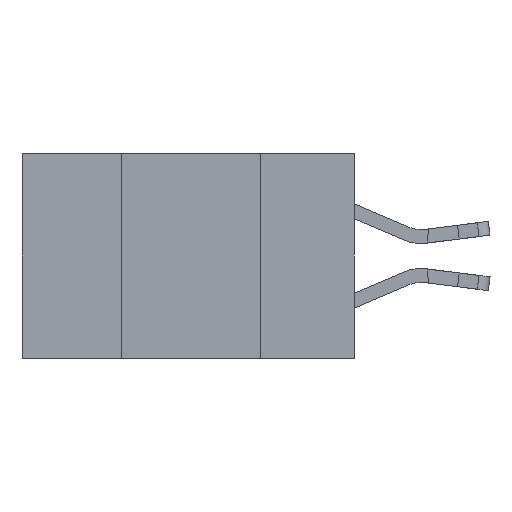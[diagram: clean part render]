
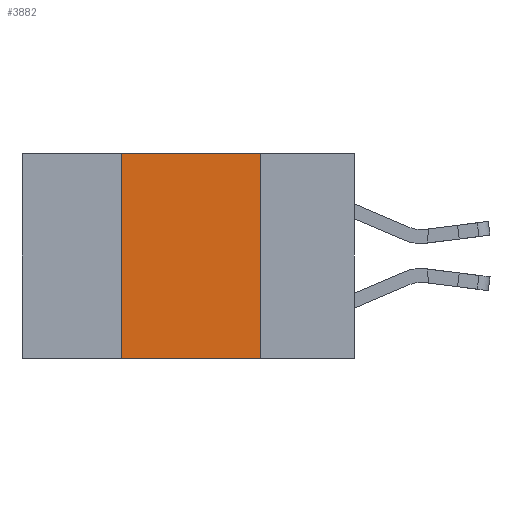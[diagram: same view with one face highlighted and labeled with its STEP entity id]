
A CAD part, left-side view. The second image highlights one B-rep face of the part: STEP entity #3882.
In plain terms, the highlighted planar face has unit normal (-1, 0, 0).
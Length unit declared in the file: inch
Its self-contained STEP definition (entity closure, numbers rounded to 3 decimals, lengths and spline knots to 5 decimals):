
#79 = CARTESIAN_POINT ( 'NONE',  ( 0., 0.17, -0.37 ) ) ;
#468 = LINE ( 'NONE', #12284, #9077 ) ;
#626 = VERTEX_POINT ( 'NONE', #6474 ) ;
#1371 = EDGE_CURVE ( 'NONE', #626, #13734, #468, .T. ) ;
#1806 = ORIENTED_EDGE ( 'NONE', *, *, #9194, .F. ) ;
#2325 = EDGE_LOOP ( 'NONE', ( #1806, #4604, #3440, #9176 ) ) ;
#2843 = VECTOR ( 'NONE', #3523, 39.37008 ) ;
#2879 = DIRECTION ( 'NONE',  ( 0., 0., -1. ) ) ;
#3048 = DIRECTION ( 'NONE',  ( 1., 0., 0. ) ) ;
#3147 = PLANE ( 'NONE',  #8383 ) ;
#3323 = CARTESIAN_POINT ( 'NONE',  ( 0., 0.6, 0. ) ) ;
#3440 = ORIENTED_EDGE ( 'NONE', *, *, #13512, .F. ) ;
#3523 = DIRECTION ( 'NONE',  ( 0., 0., -1. ) ) ;
#3882 = ADVANCED_FACE ( 'NONE', ( #12613 ), #3147, .F. ) ;
#4233 = CARTESIAN_POINT ( 'NONE',  ( 0., 0.42, -0.37 ) ) ;
#4280 = VERTEX_POINT ( 'NONE', #12537 ) ;
#4604 = ORIENTED_EDGE ( 'NONE', *, *, #10647, .F. ) ;
#5729 = CARTESIAN_POINT ( 'NONE',  ( 0., 0.6, 0. ) ) ;
#5812 = LINE ( 'NONE', #6818, #2843 ) ;
#6474 = CARTESIAN_POINT ( 'NONE',  ( 0., 0.42, -0.37 ) ) ;
#6818 = CARTESIAN_POINT ( 'NONE',  ( 0., 0.17, -0.37 ) ) ;
#7022 = VERTEX_POINT ( 'NONE', #7510 ) ;
#7510 = CARTESIAN_POINT ( 'NONE',  ( 0., 0.17, 0. ) ) ;
#7900 = LINE ( 'NONE', #5729, #10860 ) ;
#8361 = VECTOR ( 'NONE', #9839, 39.37008 ) ;
#8383 = AXIS2_PLACEMENT_3D ( 'NONE', #3323, #3048, #2879 ) ;
#9077 = VECTOR ( 'NONE', #12304, 39.37008 ) ;
#9176 = ORIENTED_EDGE ( 'NONE', *, *, #1371, .T. ) ;
#9194 = EDGE_CURVE ( 'NONE', #7022, #13734, #5812, .T. ) ;
#9839 = DIRECTION ( 'NONE',  ( 0., 0., 1. ) ) ;
#10647 = EDGE_CURVE ( 'NONE', #4280, #7022, #7900, .T. ) ;
#10860 = VECTOR ( 'NONE', #11275, 39.37008 ) ;
#11275 = DIRECTION ( 'NONE',  ( 0., -1., 0. ) ) ;
#12284 = CARTESIAN_POINT ( 'NONE',  ( 0., 0.6, -0.37 ) ) ;
#12304 = DIRECTION ( 'NONE',  ( 0., -1., 0. ) ) ;
#12537 = CARTESIAN_POINT ( 'NONE',  ( 0., 0.42, 0. ) ) ;
#12613 = FACE_OUTER_BOUND ( 'NONE', #2325, .T. ) ;
#13512 = EDGE_CURVE ( 'NONE', #626, #4280, #14093, .T. ) ;
#13734 = VERTEX_POINT ( 'NONE', #79 ) ;
#14093 = LINE ( 'NONE', #4233, #8361 ) ;
